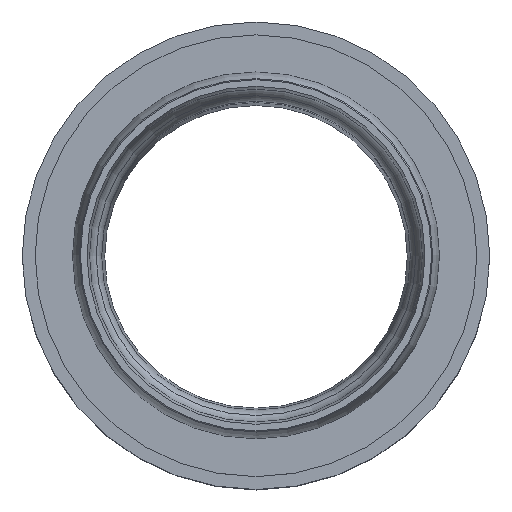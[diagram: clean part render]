
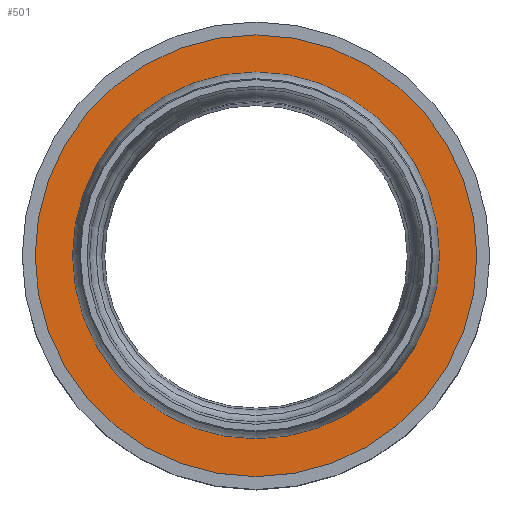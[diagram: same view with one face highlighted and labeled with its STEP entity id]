
A CAD part, top view. The second image highlights one B-rep face of the part: STEP entity #501.
In plain terms, the highlighted planar face has unit normal (0, 0, 1).
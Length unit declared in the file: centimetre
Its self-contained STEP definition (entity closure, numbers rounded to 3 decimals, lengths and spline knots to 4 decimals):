
#29=FACE_BOUND('',#145,.T.);
#36=PLANE('',#590);
#108=FACE_OUTER_BOUND('',#144,.T.);
#144=EDGE_LOOP('',(#449));
#145=EDGE_LOOP('',(#450));
#201=CIRCLE('',#585,91.5);
#203=CIRCLE('',#589,67.5);
#246=VERTEX_POINT('',#920);
#248=VERTEX_POINT('',#927);
#313=EDGE_CURVE('',#246,#246,#201,.T.);
#316=EDGE_CURVE('',#248,#248,#203,.T.);
#449=ORIENTED_EDGE('',*,*,#313,.F.);
#450=ORIENTED_EDGE('',*,*,#316,.T.);
#501=ADVANCED_FACE('',(#108,#29),#36,.T.);
#585=AXIS2_PLACEMENT_3D('',#922,#763,#764);
#589=AXIS2_PLACEMENT_3D('',#929,#772,#773);
#590=AXIS2_PLACEMENT_3D('',#930,#774,#775);
#763=DIRECTION('center_axis',(0.,0.,-1.));
#764=DIRECTION('ref_axis',(1.,0.,0.));
#772=DIRECTION('center_axis',(0.,0.,-1.));
#773=DIRECTION('ref_axis',(1.,0.,0.));
#774=DIRECTION('center_axis',(0.,0.,1.));
#775=DIRECTION('ref_axis',(0.,-1.,0.));
#920=CARTESIAN_POINT('',(-91.5,0.,244.));
#922=CARTESIAN_POINT('Origin',(0.,0.,244.));
#927=CARTESIAN_POINT('',(-67.5,0.,244.));
#929=CARTESIAN_POINT('Origin',(0.,0.,244.));
#930=CARTESIAN_POINT('Origin',(91.5,0.,244.));
